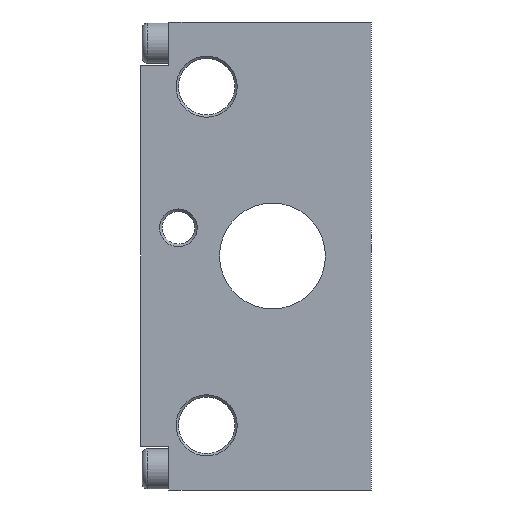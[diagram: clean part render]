
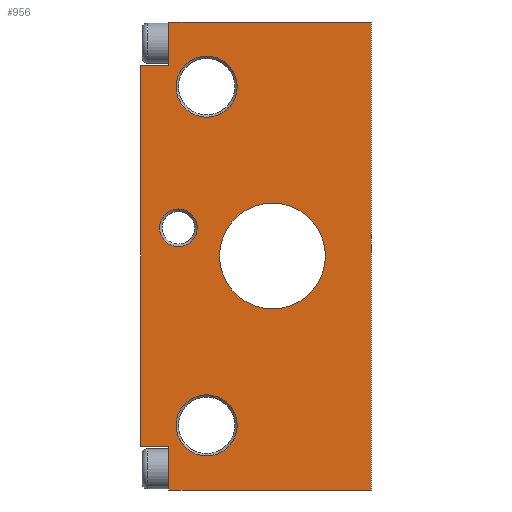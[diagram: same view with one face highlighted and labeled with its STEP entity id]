
A CAD part, left-side view. The second image highlights one B-rep face of the part: STEP entity #956.
In plain terms, the highlighted planar face has unit normal (-1, 0, 0).
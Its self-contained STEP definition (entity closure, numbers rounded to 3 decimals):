
#62=LINE('',#1437,#158);
#66=LINE('',#1446,#162);
#69=LINE('',#1452,#165);
#72=LINE('',#1458,#168);
#75=LINE('',#1468,#171);
#78=LINE('',#1474,#174);
#81=LINE('',#1480,#177);
#84=LINE('',#1491,#180);
#158=VECTOR('',#1149,1000.);
#162=VECTOR('',#1155,1000.);
#165=VECTOR('',#1160,1000.);
#168=VECTOR('',#1165,1000.);
#171=VECTOR('',#1174,1000.);
#174=VECTOR('',#1179,1000.);
#177=VECTOR('',#1184,1000.);
#180=VECTOR('',#1195,1000.);
#308=ORIENTED_EDGE('',*,*,#535,.T.);
#309=ORIENTED_EDGE('',*,*,#536,.T.);
#310=ORIENTED_EDGE('',*,*,#537,.T.);
#311=ORIENTED_EDGE('',*,*,#529,.T.);
#312=ORIENTED_EDGE('',*,*,#504,.F.);
#313=ORIENTED_EDGE('',*,*,#530,.F.);
#314=ORIENTED_EDGE('',*,*,#525,.F.);
#315=ORIENTED_EDGE('',*,*,#522,.F.);
#316=ORIENTED_EDGE('',*,*,#519,.F.);
#317=ORIENTED_EDGE('',*,*,#514,.F.);
#318=ORIENTED_EDGE('',*,*,#511,.F.);
#319=ORIENTED_EDGE('',*,*,#508,.F.);
#504=EDGE_CURVE('',#626,#627,#62,.T.);
#508=EDGE_CURVE('',#627,#630,#66,.T.);
#511=EDGE_CURVE('',#630,#632,#69,.T.);
#514=EDGE_CURVE('',#632,#634,#72,.T.);
#519=EDGE_CURVE('',#634,#638,#75,.T.);
#522=EDGE_CURVE('',#638,#640,#78,.T.);
#525=EDGE_CURVE('',#640,#642,#81,.T.);
#529=EDGE_CURVE('',#645,#645,#695,.T.);
#530=EDGE_CURVE('',#642,#626,#84,.T.);
#535=EDGE_CURVE('',#649,#649,#699,.T.);
#536=EDGE_CURVE('',#650,#650,#700,.T.);
#537=EDGE_CURVE('',#651,#651,#701,.T.);
#626=VERTEX_POINT('',#1438);
#627=VERTEX_POINT('',#1439);
#630=VERTEX_POINT('',#1447);
#632=VERTEX_POINT('',#1453);
#634=VERTEX_POINT('',#1459);
#638=VERTEX_POINT('',#1469);
#640=VERTEX_POINT('',#1475);
#642=VERTEX_POINT('',#1481);
#645=VERTEX_POINT('',#1489);
#649=VERTEX_POINT('',#1502);
#650=VERTEX_POINT('',#1504);
#651=VERTEX_POINT('',#1506);
#695=CIRCLE('',#1036,11.25);
#699=CIRCLE('',#1043,6.5);
#700=CIRCLE('',#1044,6.5);
#701=CIRCLE('',#1045,4.);
#739=EDGE_LOOP('',(#308));
#740=EDGE_LOOP('',(#309));
#741=EDGE_LOOP('',(#310));
#742=EDGE_LOOP('',(#311));
#743=EDGE_LOOP('',(#312,#313,#314,#315,#316,#317,#318,#319));
#833=FACE_BOUND('',#739,.T.);
#834=FACE_BOUND('',#740,.T.);
#835=FACE_BOUND('',#741,.T.);
#836=FACE_BOUND('',#742,.T.);
#837=FACE_BOUND('',#743,.T.);
#913=PLANE('',#1042);
#956=ADVANCED_FACE('',(#833,#834,#835,#836,#837),#913,.F.);
#1036=AXIS2_PLACEMENT_3D('',#1488,#1191,#1192);
#1042=AXIS2_PLACEMENT_3D('',#1500,#1205,#1206);
#1043=AXIS2_PLACEMENT_3D('',#1501,#1207,#1208);
#1044=AXIS2_PLACEMENT_3D('',#1503,#1209,#1210);
#1045=AXIS2_PLACEMENT_3D('',#1505,#1211,#1212);
#1149=DIRECTION('',(0.,0.,1.));
#1155=DIRECTION('',(0.,-1.,0.));
#1160=DIRECTION('',(0.,0.,-1.));
#1165=DIRECTION('',(0.,1.,0.));
#1174=DIRECTION('',(0.,0.,1.));
#1179=DIRECTION('',(0.,1.,0.));
#1184=DIRECTION('',(0.,0.,1.));
#1191=DIRECTION('',(1.,0.,0.));
#1192=DIRECTION('',(0.,0.,-1.));
#1195=DIRECTION('',(0.,-1.,0.));
#1205=DIRECTION('',(1.,0.,0.));
#1206=DIRECTION('',(0.,0.,-1.));
#1207=DIRECTION('',(1.,0.,0.));
#1208=DIRECTION('',(0.,0.,-1.));
#1209=DIRECTION('',(1.,0.,0.));
#1210=DIRECTION('',(0.,0.,-1.));
#1211=DIRECTION('',(1.,0.,0.));
#1212=DIRECTION('',(0.,0.,-1.));
#1437=CARTESIAN_POINT('',(0.,44.,40.5));
#1438=CARTESIAN_POINT('',(0.,44.,40.5));
#1439=CARTESIAN_POINT('',(0.,44.,49.75));
#1446=CARTESIAN_POINT('',(0.,44.,49.75));
#1447=CARTESIAN_POINT('',(0.,1.,49.75));
#1452=CARTESIAN_POINT('',(0.,1.,49.75));
#1453=CARTESIAN_POINT('',(0.,1.,-49.75));
#1458=CARTESIAN_POINT('',(0.,1.,-49.75));
#1459=CARTESIAN_POINT('',(0.,44.,-49.75));
#1468=CARTESIAN_POINT('',(0.,44.,-49.75));
#1469=CARTESIAN_POINT('',(0.,44.,-40.5));
#1474=CARTESIAN_POINT('',(0.,44.,-40.5));
#1475=CARTESIAN_POINT('',(0.,50.,-40.5));
#1480=CARTESIAN_POINT('',(0.,50.,-40.5));
#1481=CARTESIAN_POINT('',(0.,50.,40.5));
#1488=CARTESIAN_POINT('',(0.,22.,0.));
#1489=CARTESIAN_POINT('',(0.,22.,-11.25));
#1491=CARTESIAN_POINT('',(0.,50.,40.5));
#1500=CARTESIAN_POINT('',(0.,0.,0.));
#1501=CARTESIAN_POINT('',(0.,36.,36.));
#1502=CARTESIAN_POINT('',(0.,36.,29.5));
#1503=CARTESIAN_POINT('',(0.,36.,-36.));
#1504=CARTESIAN_POINT('',(0.,36.,-42.5));
#1505=CARTESIAN_POINT('',(0.,42.,6.));
#1506=CARTESIAN_POINT('',(0.,42.,2.));
